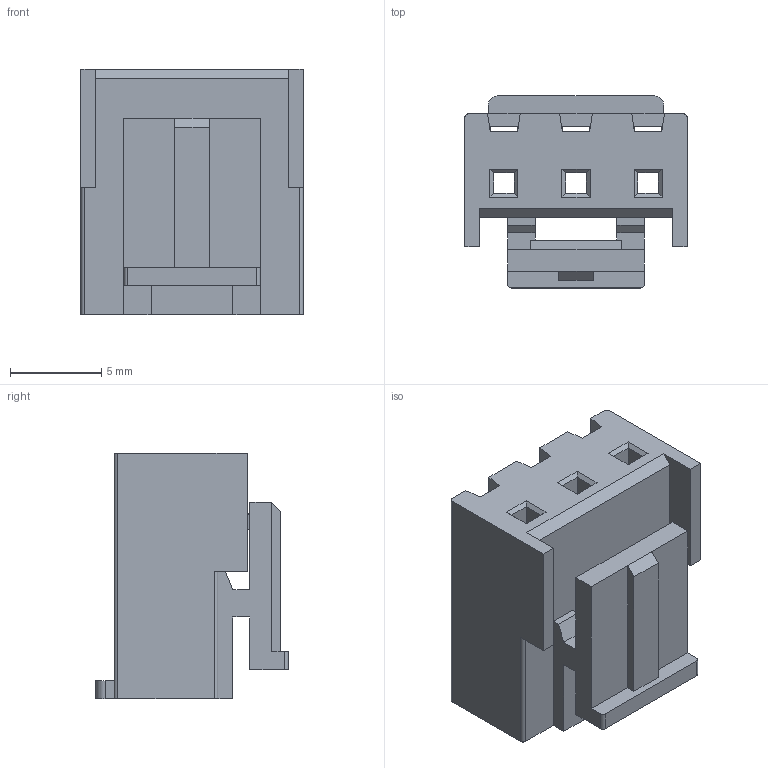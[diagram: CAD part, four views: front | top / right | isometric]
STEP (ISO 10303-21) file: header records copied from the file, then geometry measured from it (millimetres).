
FILE_DESCRIPTION (( 'STEP AP214' ), '1' );
FILE_NAME ('FHG39601-S03M2W1B-REF .STEP', '2026-03-03T06:43:35', ( '' ), ( '' ), 'SwSTEP 2.0', 'SolidWorks 2021', '' );
FILE_SCHEMA (( 'AUTOMOTIVE_DESIGN' ));
Length unit declared in the file: millimetre
Products named in the file (1): FHG39601-S03M2W1B-REF 
Bounding box: 12.21 x 10.55 x 13.5 mm (x, y, z)
Volume: 706.3 mm3; surface area: 1374.1 mm2
Topology: 1 solids, 1 shells, 117 faces, 337 edges, 218 vertices
Faces by surface type: plane 109, cylinder 8
Entity records: 3809 total; most frequent: ORIENTED_EDGE 674, CARTESIAN_POINT 673, DIRECTION 589, EDGE_CURVE 337, LINE 321, VECTOR 321, VERTEX_POINT 218, AXIS2_PLACEMENT_3D 134
